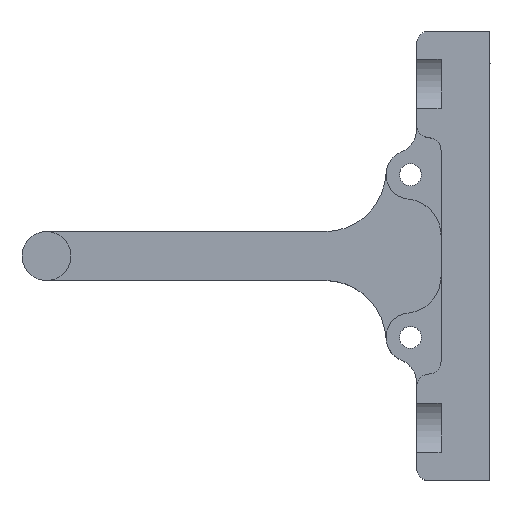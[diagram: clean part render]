
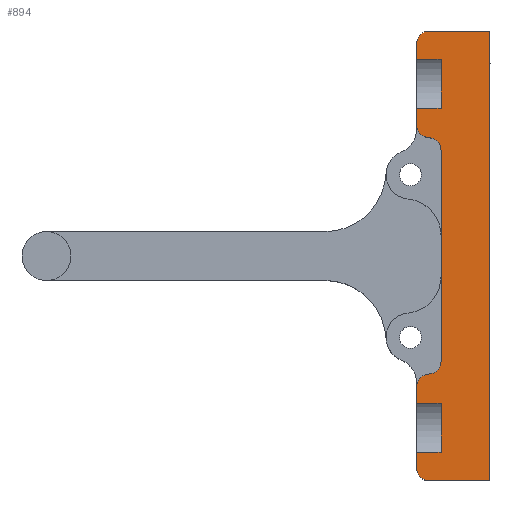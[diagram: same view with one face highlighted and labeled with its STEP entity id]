
A CAD part, top view. The second image highlights one B-rep face of the part: STEP entity #894.
In plain terms, the highlighted planar face has unit normal (0, 0, 1).
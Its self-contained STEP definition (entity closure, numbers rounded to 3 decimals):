
#28=PLANE('',#968);
#56=FACE_OUTER_BOUND('',#103,.T.);
#103=EDGE_LOOP('',(#648,#649,#650,#651,#652,#653,#654,#655,#656,#657,#658,
#659,#660,#661,#662,#663,#664,#665,#666,#667,#668,#669));
#150=LINE('',#1344,#231);
#153=LINE('',#1354,#234);
#159=LINE('',#1365,#240);
#163=LINE('',#1375,#244);
#168=LINE('',#1395,#249);
#174=LINE('',#1407,#255);
#177=LINE('',#1417,#258);
#180=LINE('',#1427,#261);
#181=LINE('',#1429,#262);
#182=LINE('',#1431,#263);
#183=LINE('',#1433,#264);
#184=LINE('',#1437,#265);
#185=LINE('',#1441,#266);
#186=LINE('',#1445,#267);
#187=LINE('',#1448,#268);
#188=LINE('',#1449,#269);
#231=VECTOR('',#1058,10.);
#234=VECTOR('',#1067,10.);
#240=VECTOR('',#1073,10.);
#244=VECTOR('',#1083,10.);
#249=VECTOR('',#1102,10.);
#255=VECTOR('',#1108,10.);
#258=VECTOR('',#1119,10.);
#261=VECTOR('',#1130,10.);
#262=VECTOR('',#1131,10.);
#263=VECTOR('',#1132,10.);
#264=VECTOR('',#1135,10.);
#265=VECTOR('',#1138,10.);
#266=VECTOR('',#1141,10.);
#267=VECTOR('',#1144,10.);
#268=VECTOR('',#1147,10.);
#269=VECTOR('',#1148,10.);
#320=CIRCLE('',#966,1.);
#322=CIRCLE('',#969,1.);
#323=CIRCLE('',#970,1.);
#324=CIRCLE('',#971,1.);
#325=CIRCLE('',#972,1.);
#326=CIRCLE('',#973,1.);
#367=VERTEX_POINT('',#1341);
#368=VERTEX_POINT('',#1343);
#371=VERTEX_POINT('',#1351);
#372=VERTEX_POINT('',#1353);
#377=VERTEX_POINT('',#1363);
#380=VERTEX_POINT('',#1373);
#387=VERTEX_POINT('',#1392);
#388=VERTEX_POINT('',#1394);
#393=VERTEX_POINT('',#1404);
#394=VERTEX_POINT('',#1406);
#397=VERTEX_POINT('',#1416);
#398=VERTEX_POINT('',#1420);
#400=VERTEX_POINT('',#1426);
#401=VERTEX_POINT('',#1428);
#402=VERTEX_POINT('',#1430);
#403=VERTEX_POINT('',#1434);
#404=VERTEX_POINT('',#1436);
#405=VERTEX_POINT('',#1438);
#406=VERTEX_POINT('',#1440);
#407=VERTEX_POINT('',#1442);
#408=VERTEX_POINT('',#1444);
#409=VERTEX_POINT('',#1447);
#458=EDGE_CURVE('',#368,#367,#150,.T.);
#463=EDGE_CURVE('',#372,#371,#153,.T.);
#469=EDGE_CURVE('',#367,#377,#159,.T.);
#474=EDGE_CURVE('',#371,#380,#163,.T.);
#483=EDGE_CURVE('',#388,#387,#168,.T.);
#489=EDGE_CURVE('',#394,#393,#174,.T.);
#494=EDGE_CURVE('',#397,#394,#177,.T.);
#496=EDGE_CURVE('',#398,#393,#320,.T.);
#499=EDGE_CURVE('',#398,#400,#180,.T.);
#500=EDGE_CURVE('',#400,#401,#181,.T.);
#501=EDGE_CURVE('',#401,#402,#182,.T.);
#502=EDGE_CURVE('',#372,#402,#322,.T.);
#503=EDGE_CURVE('',#380,#368,#183,.T.);
#504=EDGE_CURVE('',#377,#403,#323,.T.);
#505=EDGE_CURVE('',#403,#404,#184,.T.);
#506=EDGE_CURVE('',#404,#405,#324,.T.);
#507=EDGE_CURVE('',#405,#406,#185,.T.);
#508=EDGE_CURVE('',#406,#407,#325,.T.);
#509=EDGE_CURVE('',#407,#408,#186,.T.);
#510=EDGE_CURVE('',#408,#388,#326,.T.);
#511=EDGE_CURVE('',#387,#409,#187,.T.);
#512=EDGE_CURVE('',#409,#397,#188,.T.);
#648=ORIENTED_EDGE('',*,*,#496,.F.);
#649=ORIENTED_EDGE('',*,*,#499,.T.);
#650=ORIENTED_EDGE('',*,*,#500,.T.);
#651=ORIENTED_EDGE('',*,*,#501,.T.);
#652=ORIENTED_EDGE('',*,*,#502,.F.);
#653=ORIENTED_EDGE('',*,*,#463,.T.);
#654=ORIENTED_EDGE('',*,*,#474,.T.);
#655=ORIENTED_EDGE('',*,*,#503,.T.);
#656=ORIENTED_EDGE('',*,*,#458,.T.);
#657=ORIENTED_EDGE('',*,*,#469,.T.);
#658=ORIENTED_EDGE('',*,*,#504,.T.);
#659=ORIENTED_EDGE('',*,*,#505,.T.);
#660=ORIENTED_EDGE('',*,*,#506,.T.);
#661=ORIENTED_EDGE('',*,*,#507,.T.);
#662=ORIENTED_EDGE('',*,*,#508,.T.);
#663=ORIENTED_EDGE('',*,*,#509,.T.);
#664=ORIENTED_EDGE('',*,*,#510,.T.);
#665=ORIENTED_EDGE('',*,*,#483,.T.);
#666=ORIENTED_EDGE('',*,*,#511,.T.);
#667=ORIENTED_EDGE('',*,*,#512,.T.);
#668=ORIENTED_EDGE('',*,*,#494,.T.);
#669=ORIENTED_EDGE('',*,*,#489,.T.);
#894=ADVANCED_FACE('',(#56),#28,.T.);
#966=AXIS2_PLACEMENT_3D('',#1421,#1123,#1124);
#968=AXIS2_PLACEMENT_3D('',#1425,#1128,#1129);
#969=AXIS2_PLACEMENT_3D('',#1432,#1133,#1134);
#970=AXIS2_PLACEMENT_3D('',#1435,#1136,#1137);
#971=AXIS2_PLACEMENT_3D('',#1439,#1139,#1140);
#972=AXIS2_PLACEMENT_3D('',#1443,#1142,#1143);
#973=AXIS2_PLACEMENT_3D('',#1446,#1145,#1146);
#1058=DIRECTION('',(-1.,0.,0.));
#1067=DIRECTION('',(0.,-1.,0.));
#1073=DIRECTION('',(0.,-1.,0.));
#1083=DIRECTION('',(1.,0.,0.));
#1102=DIRECTION('',(0.,-1.,0.));
#1108=DIRECTION('',(0.,-1.,0.));
#1119=DIRECTION('',(-1.,0.,0.));
#1123=DIRECTION('center_axis',(0.,0.,-1.));
#1124=DIRECTION('ref_axis',(-0.707,-0.707,0.));
#1128=DIRECTION('center_axis',(0.,0.,1.));
#1129=DIRECTION('ref_axis',(1.,0.,0.));
#1130=DIRECTION('',(1.,0.,0.));
#1131=DIRECTION('',(0.,1.,0.));
#1132=DIRECTION('',(-1.,0.,0.));
#1133=DIRECTION('center_axis',(0.,0.,-1.));
#1134=DIRECTION('ref_axis',(-0.707,0.707,0.));
#1135=DIRECTION('',(0.,-1.,0.));
#1136=DIRECTION('center_axis',(0.,0.,1.));
#1137=DIRECTION('ref_axis',(-1.,0.,0.));
#1138=DIRECTION('',(0.985,-0.174,0.));
#1139=DIRECTION('center_axis',(0.,0.,-1.));
#1140=DIRECTION('ref_axis',(1.,0.,0.));
#1141=DIRECTION('',(0.,-1.,0.));
#1142=DIRECTION('center_axis',(0.,0.,-1.));
#1143=DIRECTION('ref_axis',(0.174,-0.985,0.));
#1144=DIRECTION('',(-0.985,-0.174,0.));
#1145=DIRECTION('center_axis',(0.,0.,1.));
#1146=DIRECTION('ref_axis',(-0.174,0.985,0.));
#1147=DIRECTION('',(1.,0.,0.));
#1148=DIRECTION('',(0.,-1.,0.));
#1341=CARTESIAN_POINT('',(30.25,12.058,14.));
#1343=CARTESIAN_POINT('',(32.25,12.058,14.));
#1344=CARTESIAN_POINT('',(31.75,12.058,14.));
#1351=CARTESIAN_POINT('',(30.25,16.058,14.));
#1353=CARTESIAN_POINT('',(30.25,17.358,14.));
#1354=CARTESIAN_POINT('',(30.25,18.358,14.));
#1363=CARTESIAN_POINT('',(30.25,10.681,14.));
#1365=CARTESIAN_POINT('',(30.25,18.358,14.));
#1373=CARTESIAN_POINT('',(32.25,16.058,14.));
#1375=CARTESIAN_POINT('',(31.75,16.058,14.));
#1392=CARTESIAN_POINT('',(30.25,-12.058,14.));
#1394=CARTESIAN_POINT('',(30.25,-10.681,14.));
#1395=CARTESIAN_POINT('',(30.25,-18.358,14.));
#1404=CARTESIAN_POINT('',(30.25,-17.358,14.));
#1406=CARTESIAN_POINT('',(30.25,-16.058,14.));
#1407=CARTESIAN_POINT('',(30.25,-18.358,14.));
#1416=CARTESIAN_POINT('',(32.25,-16.058,14.));
#1417=CARTESIAN_POINT('',(31.75,-16.058,14.));
#1420=CARTESIAN_POINT('',(31.25,-18.358,14.));
#1421=CARTESIAN_POINT('Origin',(31.25,-17.358,14.));
#1425=CARTESIAN_POINT('Origin',(33.25,0.,14.));
#1426=CARTESIAN_POINT('',(36.25,-18.358,14.));
#1427=CARTESIAN_POINT('',(36.25,-18.358,14.));
#1428=CARTESIAN_POINT('',(36.25,18.358,14.));
#1429=CARTESIAN_POINT('',(36.25,18.358,14.));
#1430=CARTESIAN_POINT('',(31.25,18.358,14.));
#1431=CARTESIAN_POINT('',(30.25,18.358,14.));
#1432=CARTESIAN_POINT('Origin',(31.25,17.358,14.));
#1433=CARTESIAN_POINT('',(32.25,7.029,14.));
#1434=CARTESIAN_POINT('',(31.076,9.696,14.));
#1435=CARTESIAN_POINT('Origin',(31.25,10.681,14.));
#1436=CARTESIAN_POINT('',(31.424,9.635,14.));
#1437=CARTESIAN_POINT('',(31.076,9.696,14.));
#1438=CARTESIAN_POINT('',(32.25,8.65,14.));
#1439=CARTESIAN_POINT('Origin',(31.25,8.65,14.));
#1440=CARTESIAN_POINT('',(32.25,-8.65,14.));
#1441=CARTESIAN_POINT('',(32.25,8.65,14.));
#1442=CARTESIAN_POINT('',(31.424,-9.635,14.));
#1443=CARTESIAN_POINT('Origin',(31.25,-8.65,14.));
#1444=CARTESIAN_POINT('',(31.076,-9.696,14.));
#1445=CARTESIAN_POINT('',(31.076,-9.696,14.));
#1446=CARTESIAN_POINT('Origin',(31.25,-10.681,14.));
#1447=CARTESIAN_POINT('',(32.25,-12.058,14.));
#1448=CARTESIAN_POINT('',(31.75,-12.058,14.));
#1449=CARTESIAN_POINT('',(32.25,-7.029,14.));
